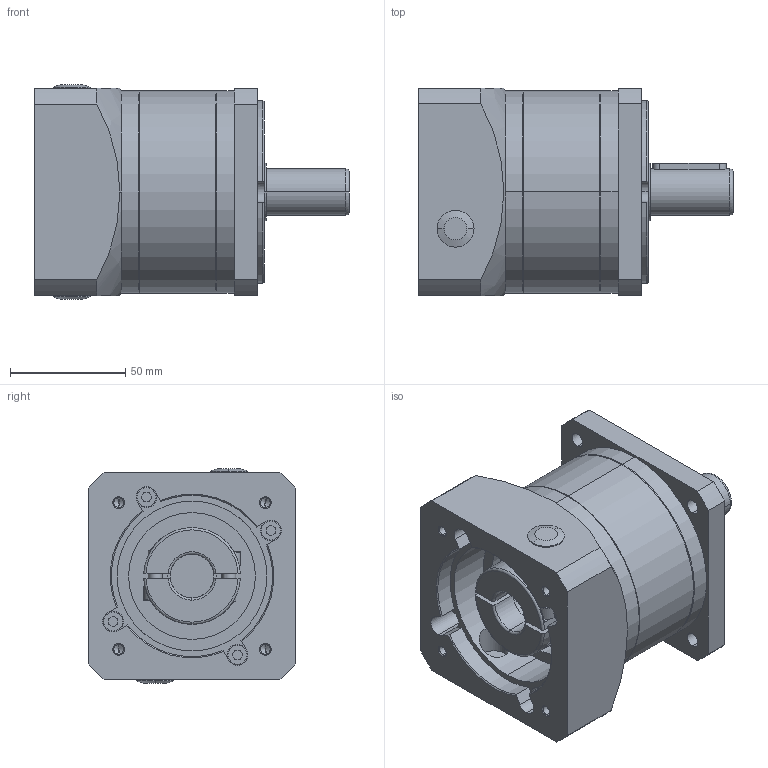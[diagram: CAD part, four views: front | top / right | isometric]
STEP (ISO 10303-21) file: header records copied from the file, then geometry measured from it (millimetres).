
FILE_DESCRIPTION (( 'STEP AP203' ), '1' );
FILE_NAME ('JAF090-L1-19-70-90-M6-A20.STEP', '2022-03-20T07:18:11', ( '' ), ( '' ), 'SwSTEP 2.0', 'SolidWorks 2018', '' );
FILE_SCHEMA (( 'CONFIG_CONTROL_DESIGN' ));
Length unit declared in the file: millimetre
Products named in the file (1): JAF090-L1-19-70-90-M6-A20
Bounding box: 136.5 x 90 x 93 mm (x, y, z)
Volume: 596710.1 mm3; surface area: 107882.1 mm2
Topology: 18 solids, 18 shells, 457 faces, 1103 edges, 702 vertices
Faces by surface type: plane 202, cylinder 143, cone 47, torus 35, bspline 24, sphere 6
Entity records: 14675 total; most frequent: CARTESIAN_POINT 3818, DIRECTION 2327, ORIENTED_EDGE 2186, EDGE_CURVE 1093, AXIS2_PLACEMENT_3D 902, VERTEX_POINT 702, VECTOR 523, LINE 523
